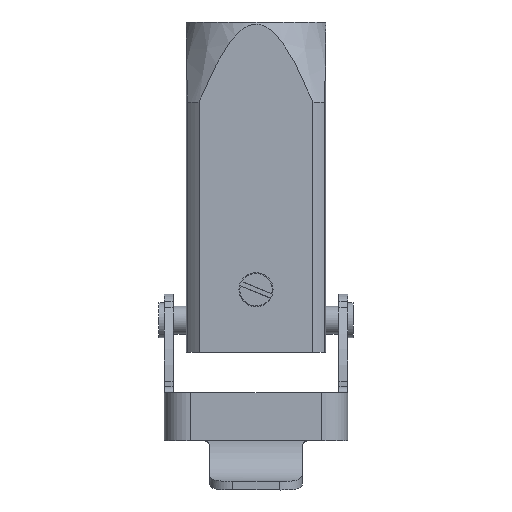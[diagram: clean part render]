
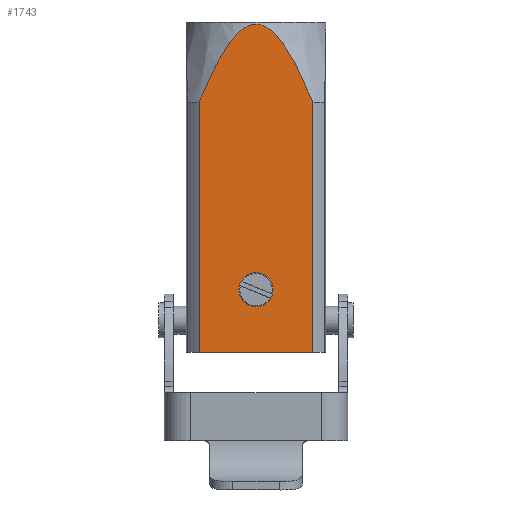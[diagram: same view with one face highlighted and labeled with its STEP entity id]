
A CAD part, left-side view. The second image highlights one B-rep face of the part: STEP entity #1743.
In plain terms, the highlighted planar face has unit normal (-1, 0, 0).
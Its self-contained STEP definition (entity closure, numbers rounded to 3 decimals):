
#1544=FACE_BOUND('',#2342,.T.);
#1545=FACE_BOUND('',#2343,.T.);
#1619=CIRCLE('',#5874,2.95);
#1743=ADVANCED_FACE('',(#1544,#1545),#1975,.T.);
#1975=PLANE('',#5875);
#2342=EDGE_LOOP('',(#2796,#2797,#2798,#2799));
#2343=EDGE_LOOP('',(#2800));
#2603=B_SPLINE_CURVE_WITH_KNOTS('',3,(#7794,#7795,#7796,#7797,#7798,#7799,
#7800,#7801,#7802,#7803,#7804,#7805,#7806,#7807,#7808,#7809,#7810,#7811),
 .UNSPECIFIED.,.F.,.F.,(4,2,2,2,2,2,2,2,4),(0.,0.25,0.375,0.438,0.5,0.563,
0.625,0.75,1.),.UNSPECIFIED.);
#2796=ORIENTED_EDGE('',*,*,#4346,.T.);
#2797=ORIENTED_EDGE('',*,*,#4347,.T.);
#2798=ORIENTED_EDGE('',*,*,#4348,.F.);
#2799=ORIENTED_EDGE('',*,*,#4349,.F.);
#2800=ORIENTED_EDGE('',*,*,#4350,.T.);
#3950=VERTEX_POINT('',#7812);
#3951=VERTEX_POINT('',#7813);
#3952=VERTEX_POINT('',#7815);
#3953=VERTEX_POINT('',#7817);
#3954=VERTEX_POINT('',#7820);
#4346=EDGE_CURVE('',#3950,#3951,#2603,.T.);
#4347=EDGE_CURVE('',#3951,#3952,#4883,.T.);
#4348=EDGE_CURVE('',#3953,#3952,#4884,.T.);
#4349=EDGE_CURVE('',#3950,#3953,#4885,.T.);
#4350=EDGE_CURVE('',#3954,#3954,#1619,.T.);
#4883=LINE('',#7814,#5286);
#4884=LINE('',#7816,#5287);
#4885=LINE('',#7818,#5288);
#5286=VECTOR('',#6397,1.);
#5287=VECTOR('',#6398,1.);
#5288=VECTOR('',#6399,1.);
#5874=AXIS2_PLACEMENT_3D('',#7819,#6400,#6401);
#5875=AXIS2_PLACEMENT_3D('',#7821,#6402,#6403);
#6397=DIRECTION('',(0.,0.,-1.));
#6398=DIRECTION('',(0.,1.,0.));
#6399=DIRECTION('',(0.,0.,-1.));
#6400=DIRECTION('',(1.,0.,0.));
#6401=DIRECTION('',(0.,-1.,0.));
#6402=DIRECTION('',(-1.,0.,0.));
#6403=DIRECTION('',(0.,-1.,0.));
#7794=CARTESIAN_POINT('',(-12.05,-9.829,44.629));
#7795=CARTESIAN_POINT('',(-12.05,-8.728,47.3));
#7796=CARTESIAN_POINT('',(-12.05,-7.553,49.953));
#7797=CARTESIAN_POINT('',(-12.05,-5.386,53.715));
#7798=CARTESIAN_POINT('',(-12.05,-4.602,54.935));
#7799=CARTESIAN_POINT('',(-12.05,-3.147,56.548));
#7800=CARTESIAN_POINT('',(-12.05,-2.611,57.05));
#7801=CARTESIAN_POINT('',(-12.05,-1.377,57.824));
#7802=CARTESIAN_POINT('',(-12.05,-0.67,58.078));
#7803=CARTESIAN_POINT('',(-12.05,0.779,58.053));
#7804=CARTESIAN_POINT('',(-12.05,1.49,57.77));
#7805=CARTESIAN_POINT('',(-12.05,2.697,56.976));
#7806=CARTESIAN_POINT('',(-12.05,3.229,56.466));
#7807=CARTESIAN_POINT('',(-12.05,4.659,54.852));
#7808=CARTESIAN_POINT('',(-12.05,5.436,53.636));
#7809=CARTESIAN_POINT('',(-12.05,7.584,49.886));
#7810=CARTESIAN_POINT('',(-12.05,8.74,47.271));
#7811=CARTESIAN_POINT('',(-12.05,9.829,44.629));
#7812=CARTESIAN_POINT('',(-12.05,-9.829,44.629));
#7813=CARTESIAN_POINT('',(-12.05,9.829,44.629));
#7814=CARTESIAN_POINT('',(-12.05,9.829,58.45));
#7815=CARTESIAN_POINT('',(-12.05,9.829,1.45));
#7816=CARTESIAN_POINT('',(-12.05,0.,1.45));
#7817=CARTESIAN_POINT('',(-12.05,-9.829,1.45));
#7818=CARTESIAN_POINT('',(-12.05,-9.829,58.45));
#7819=CARTESIAN_POINT('',(-12.05,0.,12.25));
#7820=CARTESIAN_POINT('',(-12.05,-2.95,12.25));
#7821=CARTESIAN_POINT('',(-12.05,0.,58.45));
